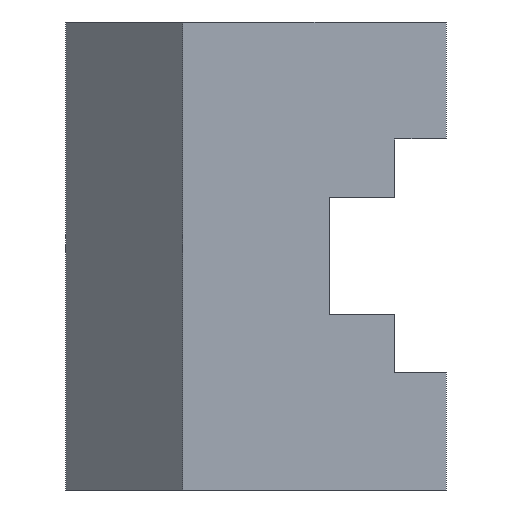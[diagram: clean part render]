
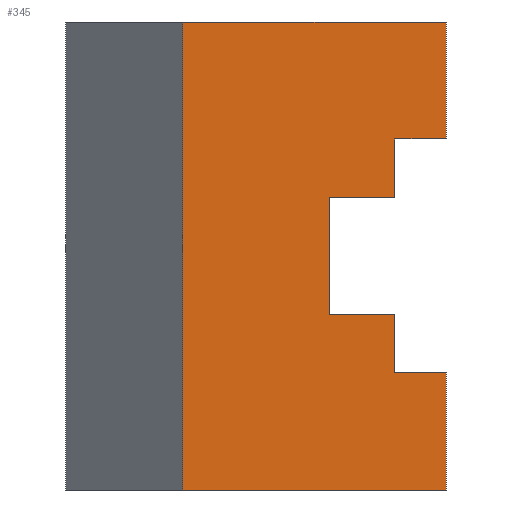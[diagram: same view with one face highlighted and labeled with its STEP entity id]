
A CAD part, left-side view. The second image highlights one B-rep face of the part: STEP entity #345.
In plain terms, the highlighted planar face has unit normal (-1, 0, 0).
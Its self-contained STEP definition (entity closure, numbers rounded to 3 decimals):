
#16 = EDGE_CURVE ( 'NONE', #18, #842, #740, .T. ) ;
#17 = VECTOR ( 'NONE', #467, 1000. ) ;
#18 = VERTEX_POINT ( 'NONE', #463 ) ;
#34 = CARTESIAN_POINT ( 'NONE',  ( -72., -1., -16. ) ) ;
#35 = VECTOR ( 'NONE', #594, 1000. ) ;
#37 = DIRECTION ( 'NONE',  ( 0., 0., -1. ) ) ;
#38 = DIRECTION ( 'NONE',  ( 0., 0., -1. ) ) ;
#73 = DIRECTION ( 'NONE',  ( 1., 0., 0. ) ) ;
#84 = VECTOR ( 'NONE', #858, 1000. ) ;
#100 = EDGE_CURVE ( 'NONE', #854, #623, #553, .T. ) ;
#125 = FACE_OUTER_BOUND ( 'NONE', #912, .T. ) ;
#139 = VECTOR ( 'NONE', #452, 1000. ) ;
#151 = LINE ( 'NONE', #643, #521 ) ;
#153 = CARTESIAN_POINT ( 'NONE',  ( -72., -1., 8. ) ) ;
#158 = ORIENTED_EDGE ( 'NONE', *, *, #16, .T. ) ;
#161 = EDGE_CURVE ( 'NONE', #496, #724, #870, .T. ) ;
#166 = CARTESIAN_POINT ( 'NONE',  ( -72., -8., 32. ) ) ;
#171 = EDGE_CURVE ( 'NONE', #610, #877, #641, .T. ) ;
#184 = ORIENTED_EDGE ( 'NONE', *, *, #171, .F. ) ;
#211 = CARTESIAN_POINT ( 'NONE',  ( -72., 8., -32. ) ) ;
#212 = PLANE ( 'NONE',  #387 ) ;
#213 = EDGE_CURVE ( 'NONE', #623, #248, #707, .T. ) ;
#215 = CARTESIAN_POINT ( 'NONE',  ( -72., -8., 32. ) ) ;
#220 = VERTEX_POINT ( 'NONE', #674 ) ;
#222 = EDGE_CURVE ( 'NONE', #248, #610, #449, .T. ) ;
#248 = VERTEX_POINT ( 'NONE', #783 ) ;
#251 = LINE ( 'NONE', #211, #84 ) ;
#252 = CARTESIAN_POINT ( 'NONE',  ( -72., -1., 16. ) ) ;
#253 = EDGE_CURVE ( 'NONE', #842, #877, #251, .T. ) ;
#265 = ORIENTED_EDGE ( 'NONE', *, *, #213, .F. ) ;
#269 = DIRECTION ( 'NONE',  ( 0., 0., -1. ) ) ;
#270 = LINE ( 'NONE', #462, #584 ) ;
#309 = DIRECTION ( 'NONE',  ( 0., -1., 0. ) ) ;
#330 = LINE ( 'NONE', #456, #848 ) ;
#345 = ADVANCED_FACE ( 'NONE', ( #125 ), #212, .F. ) ;
#376 = EDGE_CURVE ( 'NONE', #515, #220, #151, .T. ) ;
#386 = CARTESIAN_POINT ( 'NONE',  ( -72., 28., -32. ) ) ;
#387 = AXIS2_PLACEMENT_3D ( 'NONE', #855, #73, #573 ) ;
#393 = DIRECTION ( 'NONE',  ( 0., 1., 0. ) ) ;
#423 = EDGE_CURVE ( 'NONE', #220, #484, #834, .T. ) ;
#449 = LINE ( 'NONE', #518, #139 ) ;
#452 = DIRECTION ( 'NONE',  ( 0., -1., 0. ) ) ;
#456 = CARTESIAN_POINT ( 'NONE',  ( -72., 8., 8. ) ) ;
#462 = CARTESIAN_POINT ( 'NONE',  ( -72., -8., 16. ) ) ;
#463 = CARTESIAN_POINT ( 'NONE',  ( -72., 28., 32. ) ) ;
#467 = DIRECTION ( 'NONE',  ( 0., -1., 0. ) ) ;
#484 = VERTEX_POINT ( 'NONE', #578 ) ;
#496 = VERTEX_POINT ( 'NONE', #215 ) ;
#505 = LINE ( 'NONE', #681, #17 ) ;
#512 = VECTOR ( 'NONE', #37, 1000. ) ;
#514 = CARTESIAN_POINT ( 'NONE',  ( -72., -1., -8. ) ) ;
#515 = VERTEX_POINT ( 'NONE', #252 ) ;
#518 = CARTESIAN_POINT ( 'NONE',  ( -72., -8., -16. ) ) ;
#521 = VECTOR ( 'NONE', #793, 1000. ) ;
#522 = EDGE_CURVE ( 'NONE', #724, #515, #270, .T. ) ;
#537 = CARTESIAN_POINT ( 'NONE',  ( -72., 8., -8. ) ) ;
#553 = LINE ( 'NONE', #514, #757 ) ;
#569 = ORIENTED_EDGE ( 'NONE', *, *, #222, .F. ) ;
#573 = DIRECTION ( 'NONE',  ( 0., 0., -1. ) ) ;
#578 = CARTESIAN_POINT ( 'NONE',  ( -72., 8., 8. ) ) ;
#579 = EDGE_CURVE ( 'NONE', #18, #496, #505, .T. ) ;
#580 = VECTOR ( 'NONE', #269, 1000. ) ;
#584 = VECTOR ( 'NONE', #393, 1000. ) ;
#592 = VECTOR ( 'NONE', #735, 1000. ) ;
#594 = DIRECTION ( 'NONE',  ( 0., 0., -1. ) ) ;
#610 = VERTEX_POINT ( 'NONE', #832 ) ;
#623 = VERTEX_POINT ( 'NONE', #905 ) ;
#632 = CARTESIAN_POINT ( 'NONE',  ( -72., -8., 16. ) ) ;
#636 = ORIENTED_EDGE ( 'NONE', *, *, #253, .T. ) ;
#641 = LINE ( 'NONE', #166, #592 ) ;
#643 = CARTESIAN_POINT ( 'NONE',  ( -72., -1., 16. ) ) ;
#649 = ORIENTED_EDGE ( 'NONE', *, *, #579, .F. ) ;
#671 = ORIENTED_EDGE ( 'NONE', *, *, #376, .F. ) ;
#674 = CARTESIAN_POINT ( 'NONE',  ( -72., -1., 8. ) ) ;
#681 = CARTESIAN_POINT ( 'NONE',  ( -72., 8., 32. ) ) ;
#687 = CARTESIAN_POINT ( 'NONE',  ( -72., -8., -32. ) ) ;
#707 = LINE ( 'NONE', #34, #512 ) ;
#718 = DIRECTION ( 'NONE',  ( 0., 1., 0. ) ) ;
#724 = VERTEX_POINT ( 'NONE', #632 ) ;
#735 = DIRECTION ( 'NONE',  ( 0., 0., -1. ) ) ;
#740 = LINE ( 'NONE', #837, #580 ) ;
#757 = VECTOR ( 'NONE', #309, 1000. ) ;
#783 = CARTESIAN_POINT ( 'NONE',  ( -72., -1., -16. ) ) ;
#793 = DIRECTION ( 'NONE',  ( 0., 0., -1. ) ) ;
#798 = ORIENTED_EDGE ( 'NONE', *, *, #522, .F. ) ;
#804 = CARTESIAN_POINT ( 'NONE',  ( -72., -8., 32. ) ) ;
#809 = ORIENTED_EDGE ( 'NONE', *, *, #423, .F. ) ;
#832 = CARTESIAN_POINT ( 'NONE',  ( -72., -8., -16. ) ) ;
#834 = LINE ( 'NONE', #153, #878 ) ;
#837 = CARTESIAN_POINT ( 'NONE',  ( -72., 28., 32. ) ) ;
#842 = VERTEX_POINT ( 'NONE', #386 ) ;
#848 = VECTOR ( 'NONE', #38, 1000. ) ;
#851 = ORIENTED_EDGE ( 'NONE', *, *, #908, .F. ) ;
#854 = VERTEX_POINT ( 'NONE', #537 ) ;
#855 = CARTESIAN_POINT ( 'NONE',  ( -72., 8., 32. ) ) ;
#858 = DIRECTION ( 'NONE',  ( 0., -1., 0. ) ) ;
#870 = LINE ( 'NONE', #804, #35 ) ;
#877 = VERTEX_POINT ( 'NONE', #687 ) ;
#878 = VECTOR ( 'NONE', #718, 1000. ) ;
#905 = CARTESIAN_POINT ( 'NONE',  ( -72., -1., -8. ) ) ;
#908 = EDGE_CURVE ( 'NONE', #484, #854, #330, .T. ) ;
#912 = EDGE_LOOP ( 'NONE', ( #671, #798, #921, #649, #158, #636, #184, #569, #265, #920, #851, #809 ) ) ;
#920 = ORIENTED_EDGE ( 'NONE', *, *, #100, .F. ) ;
#921 = ORIENTED_EDGE ( 'NONE', *, *, #161, .F. ) ;
